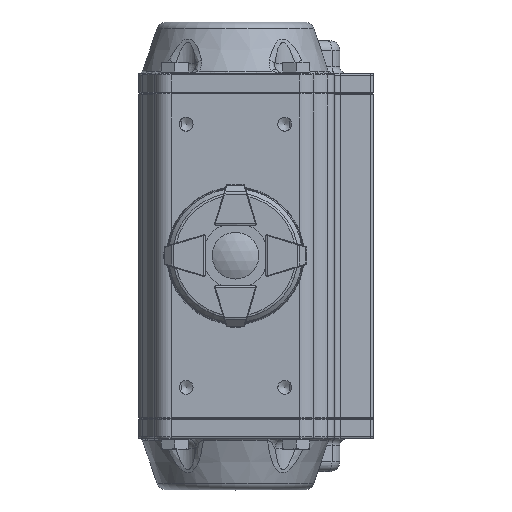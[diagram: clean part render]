
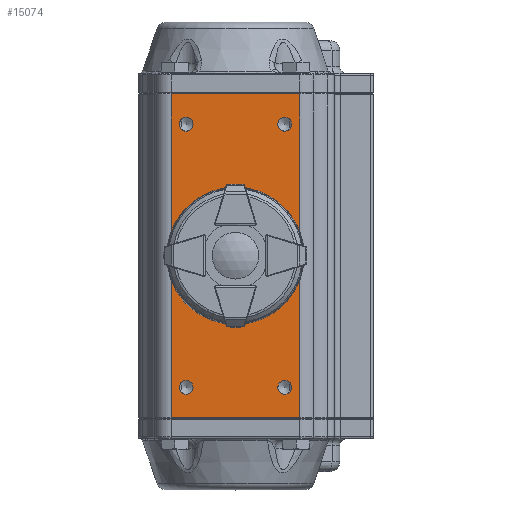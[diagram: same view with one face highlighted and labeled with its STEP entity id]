
A CAD part, top view. The second image highlights one B-rep face of the part: STEP entity #15074.
In plain terms, the highlighted face is planar.
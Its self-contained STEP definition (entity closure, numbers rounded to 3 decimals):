
#1397=LINE('',#23910,#2331);
#1398=LINE('',#23914,#2332);
#1458=LINE('',#24052,#2392);
#1459=LINE('',#24053,#2393);
#2331=VECTOR('',#18790,1000.);
#2332=VECTOR('',#18795,1000.);
#2392=VECTOR('',#18923,1000.);
#2393=VECTOR('',#18924,1000.);
#4227=ORIENTED_EDGE('',*,*,#7813,.F.);
#4228=ORIENTED_EDGE('',*,*,#7883,.T.);
#4229=ORIENTED_EDGE('',*,*,#7815,.T.);
#4230=ORIENTED_EDGE('',*,*,#7884,.T.);
#4231=ORIENTED_EDGE('',*,*,#7609,.F.);
#4232=ORIENTED_EDGE('',*,*,#7597,.F.);
#4233=ORIENTED_EDGE('',*,*,#7601,.F.);
#4234=ORIENTED_EDGE('',*,*,#7605,.F.);
#4235=ORIENTED_EDGE('',*,*,#7517,.F.);
#7517=EDGE_CURVE('',#9534,#9534,#10706,.T.);
#7597=EDGE_CURVE('',#9613,#9613,#10749,.T.);
#7601=EDGE_CURVE('',#9617,#9617,#10751,.T.);
#7605=EDGE_CURVE('',#9621,#9621,#10753,.T.);
#7609=EDGE_CURVE('',#9625,#9625,#10755,.T.);
#7813=EDGE_CURVE('',#9759,#9760,#1397,.T.);
#7815=EDGE_CURVE('',#9761,#9762,#1398,.T.);
#7883=EDGE_CURVE('',#9759,#9761,#1458,.T.);
#7884=EDGE_CURVE('',#9762,#9760,#1459,.T.);
#9534=VERTEX_POINT('',#22888);
#9613=VERTEX_POINT('',#23282);
#9617=VERTEX_POINT('',#23302);
#9621=VERTEX_POINT('',#23322);
#9625=VERTEX_POINT('',#23342);
#9759=VERTEX_POINT('',#23909);
#9760=VERTEX_POINT('',#23911);
#9761=VERTEX_POINT('',#23915);
#9762=VERTEX_POINT('',#23916);
#10706=CIRCLE('',#16093,11.75);
#10749=CIRCLE('',#16150,2.1);
#10751=CIRCLE('',#16154,2.1);
#10753=CIRCLE('',#16158,2.1);
#10755=CIRCLE('',#16162,2.1);
#11705=EDGE_LOOP('',(#4227,#4228,#4229,#4230));
#11706=EDGE_LOOP('',(#4231));
#11707=EDGE_LOOP('',(#4232));
#11708=EDGE_LOOP('',(#4233));
#11709=EDGE_LOOP('',(#4234));
#11710=EDGE_LOOP('',(#4235));
#12825=FACE_BOUND('',#11705,.T.);
#12826=FACE_BOUND('',#11706,.T.);
#12827=FACE_BOUND('',#11707,.T.);
#12828=FACE_BOUND('',#11708,.T.);
#12829=FACE_BOUND('',#11709,.T.);
#12830=FACE_BOUND('',#11710,.T.);
#13691=PLANE('',#16339);
#15074=ADVANCED_FACE('',(#12825,#12826,#12827,#12828,#12829,#12830),#13691,
 .T.);
#16093=AXIS2_PLACEMENT_3D('',#22887,#18252,#18253);
#16150=AXIS2_PLACEMENT_3D('',#23281,#18389,#18390);
#16154=AXIS2_PLACEMENT_3D('',#23301,#18397,#18398);
#16158=AXIS2_PLACEMENT_3D('',#23321,#18405,#18406);
#16162=AXIS2_PLACEMENT_3D('',#23341,#18413,#18414);
#16339=AXIS2_PLACEMENT_3D('',#24051,#18921,#18922);
#18252=DIRECTION('',(0.,1.,0.));
#18253=DIRECTION('',(0.,0.,1.));
#18389=DIRECTION('',(0.,1.,0.));
#18390=DIRECTION('',(0.,0.,1.));
#18397=DIRECTION('',(0.,1.,0.));
#18398=DIRECTION('',(0.,0.,1.));
#18405=DIRECTION('',(0.,1.,0.));
#18406=DIRECTION('',(0.,0.,1.));
#18413=DIRECTION('',(0.,1.,0.));
#18414=DIRECTION('',(0.,0.,1.));
#18790=DIRECTION('',(0.,0.,-1.));
#18795=DIRECTION('',(0.,0.,-1.));
#18921=DIRECTION('',(0.,1.,0.));
#18922=DIRECTION('',(1.,0.,0.));
#18923=DIRECTION('',(1.,0.,0.));
#18924=DIRECTION('',(-1.,0.,0.));
#22887=CARTESIAN_POINT('',(0.,36.5,0.));
#22888=CARTESIAN_POINT('',(0.,36.5,11.75));
#23281=CARTESIAN_POINT('',(15.,36.5,-40.));
#23282=CARTESIAN_POINT('',(15.,36.5,-37.9));
#23301=CARTESIAN_POINT('',(-15.,36.5,40.));
#23302=CARTESIAN_POINT('',(-15.,36.5,42.1));
#23321=CARTESIAN_POINT('',(15.,36.5,40.));
#23322=CARTESIAN_POINT('',(15.,36.5,42.1));
#23341=CARTESIAN_POINT('',(-15.,36.5,-40.));
#23342=CARTESIAN_POINT('',(-15.,36.5,-37.9));
#23909=CARTESIAN_POINT('',(-19.5,36.5,49.2));
#23910=CARTESIAN_POINT('',(-19.5,36.5,49.5));
#23911=CARTESIAN_POINT('',(-19.5,36.5,-49.2));
#23914=CARTESIAN_POINT('',(19.5,36.5,49.5));
#23915=CARTESIAN_POINT('',(19.5,36.5,49.2));
#23916=CARTESIAN_POINT('',(19.5,36.5,-49.2));
#24051=CARTESIAN_POINT('',(-19.5,36.5,49.5));
#24052=CARTESIAN_POINT('',(-19.5,36.5,49.2));
#24053=CARTESIAN_POINT('',(-19.5,36.5,-49.2));
